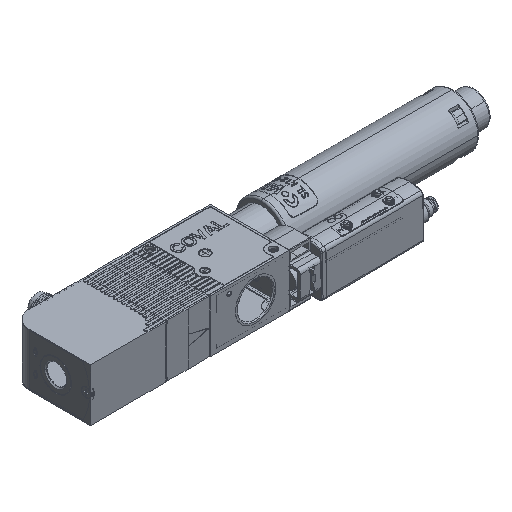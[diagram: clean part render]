
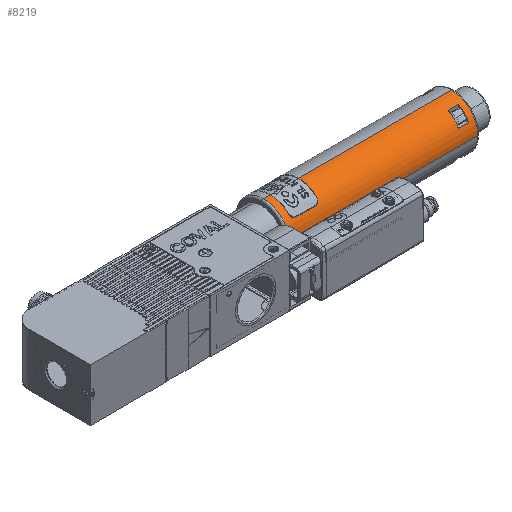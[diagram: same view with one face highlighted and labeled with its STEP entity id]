
A CAD part, isometric view. The second image highlights one B-rep face of the part: STEP entity #8219.
In plain terms, the highlighted cylindrical face has radius 15 mm (diameter 30 mm), a partial arc.
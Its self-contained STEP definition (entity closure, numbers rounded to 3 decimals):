
#8219=ADVANCED_FACE('',(#18043,#18044),#18045,.T.);
#18043=FACE_BOUND('',#46142,.T.);
#18044=FACE_OUTER_BOUND('',#46143,.T.);
#18045=CYLINDRICAL_SURFACE('',#46144,15.0);
#46142=EDGE_LOOP('',(#96829,#96830,#96831,#96832));
#46143=EDGE_LOOP('',(#96833,#96834,#96835,#96836,#96837,#96838,#96839,#96840,#96841,#96842));
#46144=AXIS2_PLACEMENT_3D('',#96843,#96844,#96845);
#96829=ORIENTED_EDGE('',*,*,#117765,.F.);
#96830=ORIENTED_EDGE('',*,*,#117766,.T.);
#96831=ORIENTED_EDGE('',*,*,#117767,.T.);
#96832=ORIENTED_EDGE('',*,*,#117768,.F.);
#96833=ORIENTED_EDGE('',*,*,#117769,.T.);
#96834=ORIENTED_EDGE('',*,*,#117770,.T.);
#96835=ORIENTED_EDGE('',*,*,#117771,.T.);
#96836=ORIENTED_EDGE('',*,*,#117772,.T.);
#96837=ORIENTED_EDGE('',*,*,#117773,.T.);
#96838=ORIENTED_EDGE('',*,*,#117774,.T.);
#96839=ORIENTED_EDGE('',*,*,#117775,.T.);
#96840=ORIENTED_EDGE('',*,*,#117776,.T.);
#96841=ORIENTED_EDGE('',*,*,#117777,.F.);
#96842=ORIENTED_EDGE('',*,*,#117778,.F.);
#96843=CARTESIAN_POINT('',(50.0,0.0,0.));
#96844=DIRECTION('',(-1.0,0.0,0.0));
#96845=DIRECTION('',(0.0,0.0,1.0));
#117765=EDGE_CURVE('',#134753,#134754,#134755,.T.);
#117766=EDGE_CURVE('',#134753,#134756,#134757,.T.);
#117767=EDGE_CURVE('',#134756,#134758,#134759,.T.);
#117768=EDGE_CURVE('',#134754,#134758,#134760,.T.);
#117769=EDGE_CURVE('',#134761,#134656,#134762,.T.);
#117770=EDGE_CURVE('',#134656,#134763,#134764,.T.);
#117771=EDGE_CURVE('',#134763,#134765,#134766,.T.);
#117772=EDGE_CURVE('',#134765,#134767,#134768,.T.);
#117773=EDGE_CURVE('',#134767,#134769,#134770,.T.);
#117774=EDGE_CURVE('',#134769,#134771,#134772,.T.);
#117775=EDGE_CURVE('',#134771,#134773,#134774,.T.);
#117776=EDGE_CURVE('',#134773,#134705,#134775,.T.);
#117777=EDGE_CURVE('',#134776,#134705,#134777,.T.);
#117778=EDGE_CURVE('',#134761,#134776,#134778,.T.);
#134656=VERTEX_POINT('',#164412);
#134705=VERTEX_POINT('',#164467);
#134753=VERTEX_POINT('',#164525);
#134754=VERTEX_POINT('',#164526);
#134755=CIRCLE('',#164527,15.0);
#134756=VERTEX_POINT('',#164528);
#134757=LINE('',#164529,#164530);
#134758=VERTEX_POINT('',#164531);
#134759=CIRCLE('',#164532,15.0);
#134760=LINE('',#164533,#164534);
#134761=VERTEX_POINT('',#164535);
#134762=CIRCLE('',#164536,15.0);
#134763=VERTEX_POINT('',#164537);
#134764=LINE('',#164538,#164539);
#134765=VERTEX_POINT('',#164540);
#134766=CIRCLE('',#164541,15.0);
#134767=VERTEX_POINT('',#164542);
#134768=B_SPLINE_CURVE_WITH_KNOTS('',3,(#164543,#164544,#164545,#164546,#164547,#164548,#164549,#164550,#164551,#164552,#164553,#164554,#164555,#164556,#164557,#164558),.UNSPECIFIED.,.F.,.F.,(4,2,2,2,2,2,2,4),(0.0,0.001,0.001,0.002,0.002,0.003,0.003,0.004),.UNSPECIFIED.);
#134769=VERTEX_POINT('',#164559);
#134770=LINE('',#164560,#164561);
#134771=VERTEX_POINT('',#164562);
#134772=B_SPLINE_CURVE_WITH_KNOTS('',3,(#164563,#164564,#164565,#164566,#164567,#164568,#164569,#164570,#164571,#164572,#164573,#164574,#164575,#164576),.UNSPECIFIED.,.F.,.F.,(4,2,2,2,2,2,4),(0.0,0.,0.001,0.001,0.002,0.003,0.004),.UNSPECIFIED.);
#134773=VERTEX_POINT('',#164577);
#134774=CIRCLE('',#164578,15.0);
#134775=LINE('',#164579,#164580);
#134776=VERTEX_POINT('',#164581);
#134777=CIRCLE('',#164582,15.0);
#134778=LINE('',#164583,#164584);
#164412=CARTESIAN_POINT('',(170.0,0.0,15.0));
#164467=CARTESIAN_POINT('',(63.0,0.0,15.0));
#164525=CARTESIAN_POINT('',(161.0,-7.2,13.159));
#164526=CARTESIAN_POINT('',(161.0,-13.159,7.2));
#164527=AXIS2_PLACEMENT_3D('',#187544,#187545,#187546);
#164528=CARTESIAN_POINT('',(166.7,-7.2,13.159));
#164529=CARTESIAN_POINT('',(161.0,-7.2,13.159));
#164530=VECTOR('',#187547,1000.0);
#164531=CARTESIAN_POINT('',(166.7,-13.159,7.2));
#164532=AXIS2_PLACEMENT_3D('',#187548,#187549,#187550);
#164533=CARTESIAN_POINT('',(161.0,-13.159,7.2));
#164534=VECTOR('',#187551,1000.0);
#164535=CARTESIAN_POINT('',(170.0,-15.0,0.));
#164536=AXIS2_PLACEMENT_3D('',#187552,#187553,#187554);
#164537=CARTESIAN_POINT('',(83.0,0.0,15.0));
#164538=CARTESIAN_POINT('',(50.0,0.0,15.0));
#164539=VECTOR('',#187555,1000.0);
#164540=CARTESIAN_POINT('',(83.0,-10.,11.18));
#164541=AXIS2_PLACEMENT_3D('',#187556,#187557,#187558);
#164542=CARTESIAN_POINT('',(81.0,-12.0,9.0));
#164543=CARTESIAN_POINT('',(83.0,-10.,11.18));
#164544=CARTESIAN_POINT('',(83.0,-10.244,10.962));
#164545=CARTESIAN_POINT('',(82.957,-10.476,10.741));
#164546=CARTESIAN_POINT('',(82.834,-10.806,10.405));
#164547=CARTESIAN_POINT('',(82.783,-10.914,10.292));
#164548=CARTESIAN_POINT('',(82.663,-11.118,10.07));
#164549=CARTESIAN_POINT('',(82.593,-11.215,9.962));
#164550=CARTESIAN_POINT('',(82.434,-11.399,9.751));
#164551=CARTESIAN_POINT('',(82.345,-11.486,9.648));
#164552=CARTESIAN_POINT('',(82.14,-11.649,9.451));
#164553=CARTESIAN_POINT('',(82.026,-11.723,9.359));
#164554=CARTESIAN_POINT('',(81.772,-11.85,9.197));
#164555=CARTESIAN_POINT('',(81.631,-11.904,9.127));
#164556=CARTESIAN_POINT('',(81.329,-11.979,9.028));
#164557=CARTESIAN_POINT('',(81.165,-12.0,9.));
#164558=CARTESIAN_POINT('',(81.0,-12.0,9.0));
#164559=CARTESIAN_POINT('',(69.0,-12.0,9.));
#164560=CARTESIAN_POINT('',(50.0,-12.0,9.));
#164561=VECTOR('',#187559,1000.0);
#164562=CARTESIAN_POINT('',(67.0,-10.,11.18));
#164563=CARTESIAN_POINT('',(69.0,-12.0,9.));
#164564=CARTESIAN_POINT('',(68.835,-12.0,9.));
#164565=CARTESIAN_POINT('',(68.676,-11.98,9.027));
#164566=CARTESIAN_POINT('',(68.371,-11.905,9.125));
#164567=CARTESIAN_POINT('',(68.233,-11.852,9.194));
#164568=CARTESIAN_POINT('',(67.977,-11.725,9.357));
#164569=CARTESIAN_POINT('',(67.864,-11.651,9.448));
#164570=CARTESIAN_POINT('',(67.66,-11.491,9.643));
#164571=CARTESIAN_POINT('',(67.569,-11.402,9.747));
#164572=CARTESIAN_POINT('',(67.327,-11.124,10.067));
#164573=CARTESIAN_POINT('',(67.209,-10.92,10.288));
#164574=CARTESIAN_POINT('',(67.043,-10.477,10.739));
#164575=CARTESIAN_POINT('',(67.0,-10.244,10.962));
#164576=CARTESIAN_POINT('',(67.0,-10.,11.18));
#164577=CARTESIAN_POINT('',(67.0,0.0,15.0));
#164578=AXIS2_PLACEMENT_3D('',#187560,#187561,#187562);
#164579=CARTESIAN_POINT('',(50.0,0.0,15.0));
#164580=VECTOR('',#187563,1000.0);
#164581=CARTESIAN_POINT('',(63.0,-15.0,0.));
#164582=AXIS2_PLACEMENT_3D('',#187564,#187565,#187566);
#164583=CARTESIAN_POINT('',(50.0,-15.0,0.));
#164584=VECTOR('',#187567,1000.0);
#187544=CARTESIAN_POINT('',(161.0,0.0,0.));
#187545=DIRECTION('',(1.0,0.0,0.0));
#187546=DIRECTION('',(0.0,0.0,-1.0));
#187547=DIRECTION('',(1.0,0.0,0.0));
#187548=CARTESIAN_POINT('',(166.7,0.0,0.));
#187549=DIRECTION('',(1.0,0.0,0.0));
#187550=DIRECTION('',(0.0,0.0,-1.0));
#187551=DIRECTION('',(1.0,0.0,0.0));
#187552=CARTESIAN_POINT('',(170.0,0.0,0.));
#187553=DIRECTION('',(-1.0,0.0,0.0));
#187554=DIRECTION('',(0.0,0.0,1.0));
#187555=DIRECTION('',(-1.0,-0.0,-0.0));
#187556=CARTESIAN_POINT('',(83.0,0.0,0.));
#187557=DIRECTION('',(1.0,0.0,0.0));
#187558=DIRECTION('',(0.0,0.0,-1.0));
#187559=DIRECTION('',(-1.0,-0.0,-0.0));
#187560=CARTESIAN_POINT('',(67.0,0.0,0.));
#187561=DIRECTION('',(-1.0,0.,0.0));
#187562=DIRECTION('',(0.,-1.0,0.0));
#187563=DIRECTION('',(-1.0,-0.0,-0.0));
#187564=CARTESIAN_POINT('',(63.0,0.0,0.));
#187565=DIRECTION('',(-1.0,0.0,0.0));
#187566=DIRECTION('',(0.0,0.0,1.0));
#187567=DIRECTION('',(-1.0,-0.0,-0.0));
